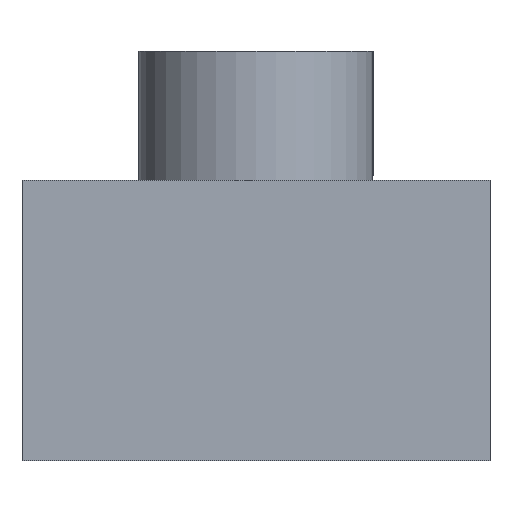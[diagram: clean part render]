
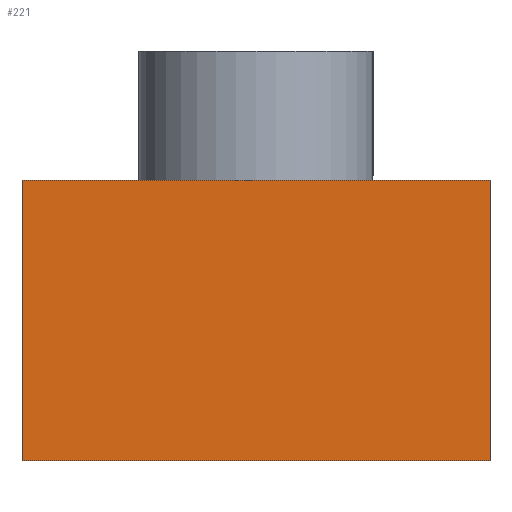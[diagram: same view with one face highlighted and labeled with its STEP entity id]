
A CAD part, left-side view. The second image highlights one B-rep face of the part: STEP entity #221.
In plain terms, the highlighted planar face has unit normal (-1, 0, 0).
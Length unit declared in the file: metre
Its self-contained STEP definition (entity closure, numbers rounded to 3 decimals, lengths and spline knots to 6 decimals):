
#29=ORIENTED_EDGE('',*,*,#83,.F.);
#30=ORIENTED_EDGE('',*,*,#84,.F.);
#31=ORIENTED_EDGE('',*,*,#85,.T.);
#32=ORIENTED_EDGE('',*,*,#86,.T.);
#83=EDGE_CURVE('',#110,#111,#129,.T.);
#84=EDGE_CURVE('',#112,#110,#130,.T.);
#85=EDGE_CURVE('',#112,#113,#131,.T.);
#86=EDGE_CURVE('',#113,#111,#132,.T.);
#110=VERTEX_POINT('',#351);
#111=VERTEX_POINT('',#352);
#112=VERTEX_POINT('',#354);
#113=VERTEX_POINT('',#356);
#129=LINE('',#350,#151);
#130=LINE('',#353,#152);
#131=LINE('',#355,#153);
#132=LINE('',#357,#154);
#151=VECTOR('',#286,1.);
#152=VECTOR('',#287,1.);
#153=VECTOR('',#288,1.);
#154=VECTOR('',#289,1.);
#173=EDGE_LOOP('',(#29,#30,#31,#32));
#191=FACE_BOUND('',#173,.T.);
#209=PLANE('',#261);
#221=ADVANCED_FACE('',(#191),#209,.T.);
#261=AXIS2_PLACEMENT_3D('',#349,#284,#285);
#284=DIRECTION('',(-1.,0.,0.));
#285=DIRECTION('',(0.,-1.,0.));
#286=DIRECTION('',(0.,1.,0.));
#287=DIRECTION('',(0.,0.,-1.));
#288=DIRECTION('',(0.,1.,0.));
#289=DIRECTION('',(0.,0.,-1.));
#349=CARTESIAN_POINT('',(-0.25,0.,0.3));
#350=CARTESIAN_POINT('',(-0.25,0.,0.));
#351=CARTESIAN_POINT('',(-0.25,-0.25,0.));
#352=CARTESIAN_POINT('',(-0.25,0.25,0.));
#353=CARTESIAN_POINT('',(-0.25,-0.25,0.3));
#354=CARTESIAN_POINT('',(-0.25,-0.25,0.3));
#355=CARTESIAN_POINT('',(-0.25,0.,0.3));
#356=CARTESIAN_POINT('',(-0.25,0.25,0.3));
#357=CARTESIAN_POINT('',(-0.25,0.25,0.3));
